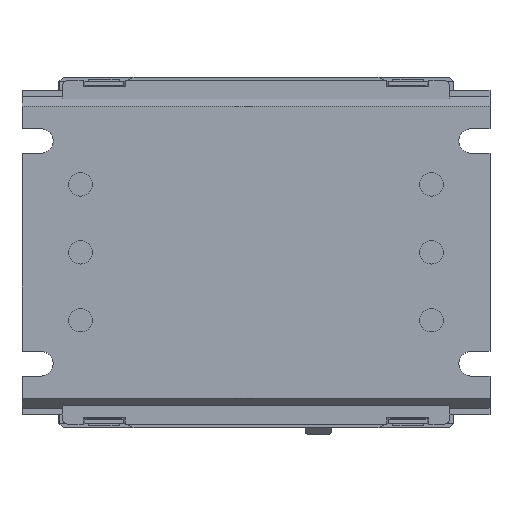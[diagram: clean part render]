
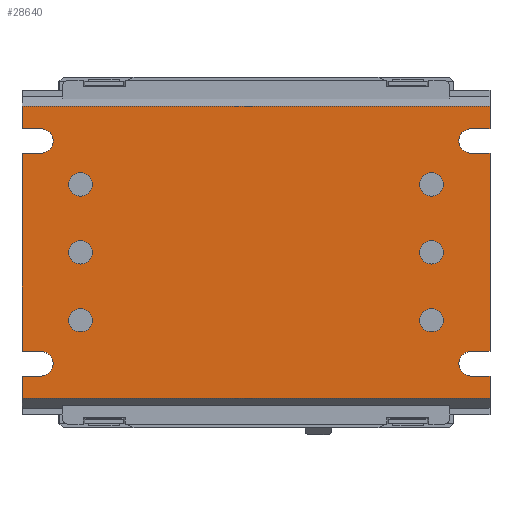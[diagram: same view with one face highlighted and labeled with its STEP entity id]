
A CAD part, top view. The second image highlights one B-rep face of the part: STEP entity #28640.
In plain terms, the highlighted planar face has unit normal (0, 0, 1).
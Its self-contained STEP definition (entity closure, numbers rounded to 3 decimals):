
#840=FACE_BOUND('',#4410,.T.);
#841=FACE_BOUND('',#4411,.T.);
#842=FACE_BOUND('',#4412,.T.);
#843=FACE_BOUND('',#4413,.T.);
#844=FACE_BOUND('',#4414,.T.);
#845=FACE_BOUND('',#4415,.T.);
#1690=CIRCLE('',#30807,2.5);
#1691=CIRCLE('',#30809,2.5);
#1692=CIRCLE('',#30811,2.65);
#1693=CIRCLE('',#30815,2.5);
#1694=CIRCLE('',#30818,2.65);
#1695=CIRCLE('',#30823,2.5);
#1696=CIRCLE('',#30825,2.5);
#1697=CIRCLE('',#30828,2.65);
#1698=CIRCLE('',#30831,2.5);
#1699=CIRCLE('',#30835,2.65);
#2947=FACE_OUTER_BOUND('',#4409,.T.);
#4409=EDGE_LOOP('',(#23572,#23573,#23574,#23575,#23576,#23577,#23578,#23579,
#23580,#23581,#23582,#23583,#23584,#23585,#23586,#23587,#23588,#23589,#23590,
#23591));
#4410=EDGE_LOOP('',(#23592));
#4411=EDGE_LOOP('',(#23593));
#4412=EDGE_LOOP('',(#23594));
#4413=EDGE_LOOP('',(#23595));
#4414=EDGE_LOOP('',(#23596));
#4415=EDGE_LOOP('',(#23597));
#6938=LINE('',#45682,#9785);
#6974=LINE('',#45768,#9821);
#6976=LINE('',#45772,#9823);
#6979=LINE('',#45781,#9826);
#6983=LINE('',#45790,#9830);
#6985=LINE('',#45793,#9832);
#6987=LINE('',#45797,#9834);
#6990=LINE('',#45809,#9837);
#6994=LINE('',#45818,#9841);
#6997=LINE('',#45827,#9844);
#7000=LINE('',#45833,#9847);
#7003=LINE('',#45840,#9850);
#7007=LINE('',#45846,#9854);
#7008=LINE('',#45848,#9855);
#7010=LINE('',#45853,#9857);
#7011=LINE('',#45855,#9858);
#9785=VECTOR('',#36811,10.);
#9821=VECTOR('',#36885,10.);
#9823=VECTOR('',#36889,10.);
#9826=VECTOR('',#36898,10.);
#9830=VECTOR('',#36908,10.);
#9832=VECTOR('',#36912,10.);
#9834=VECTOR('',#36916,10.);
#9837=VECTOR('',#36929,10.);
#9841=VECTOR('',#36939,10.);
#9844=VECTOR('',#36948,10.);
#9847=VECTOR('',#36953,10.);
#9850=VECTOR('',#36962,10.);
#9854=VECTOR('',#36968,10.);
#9855=VECTOR('',#36971,10.);
#9857=VECTOR('',#36979,10.);
#9858=VECTOR('',#36982,10.);
#12504=VERTEX_POINT('',#45679);
#12505=VERTEX_POINT('',#45681);
#12532=VERTEX_POINT('',#45753);
#12533=VERTEX_POINT('',#45757);
#12534=VERTEX_POINT('',#45761);
#12535=VERTEX_POINT('',#45762);
#12536=VERTEX_POINT('',#45767);
#12537=VERTEX_POINT('',#45771);
#12538=VERTEX_POINT('',#45775);
#12539=VERTEX_POINT('',#45779);
#12540=VERTEX_POINT('',#45780);
#12541=VERTEX_POINT('',#45785);
#12542=VERTEX_POINT('',#45789);
#12543=VERTEX_POINT('',#45795);
#12544=VERTEX_POINT('',#45799);
#12545=VERTEX_POINT('',#45803);
#12546=VERTEX_POINT('',#45807);
#12547=VERTEX_POINT('',#45808);
#12548=VERTEX_POINT('',#45813);
#12549=VERTEX_POINT('',#45817);
#12550=VERTEX_POINT('',#45821);
#12551=VERTEX_POINT('',#45825);
#12552=VERTEX_POINT('',#45826);
#12553=VERTEX_POINT('',#45831);
#12554=VERTEX_POINT('',#45832);
#12555=VERTEX_POINT('',#45839);
#16250=EDGE_CURVE('',#12505,#12504,#6938,.T.);
#16287=EDGE_CURVE('',#12532,#12532,#1690,.T.);
#16289=EDGE_CURVE('',#12533,#12533,#1691,.T.);
#16290=EDGE_CURVE('',#12534,#12535,#1692,.T.);
#16293=EDGE_CURVE('',#12535,#12536,#6974,.T.);
#16295=EDGE_CURVE('',#12537,#12534,#6976,.T.);
#16298=EDGE_CURVE('',#12538,#12538,#1693,.T.);
#16299=EDGE_CURVE('',#12539,#12540,#6979,.T.);
#16302=EDGE_CURVE('',#12540,#12541,#1694,.T.);
#16304=EDGE_CURVE('',#12541,#12542,#6983,.T.);
#16306=EDGE_CURVE('',#12504,#12537,#6985,.T.);
#16308=EDGE_CURVE('',#12542,#12543,#6987,.T.);
#16310=EDGE_CURVE('',#12544,#12544,#1695,.T.);
#16312=EDGE_CURVE('',#12545,#12545,#1696,.T.);
#16313=EDGE_CURVE('',#12546,#12547,#6990,.T.);
#16316=EDGE_CURVE('',#12547,#12548,#1697,.T.);
#16318=EDGE_CURVE('',#12548,#12549,#6994,.T.);
#16321=EDGE_CURVE('',#12550,#12550,#1698,.T.);
#16322=EDGE_CURVE('',#12551,#12552,#6997,.T.);
#16325=EDGE_CURVE('',#12553,#12554,#7000,.T.);
#16328=EDGE_CURVE('',#12554,#12551,#1699,.T.);
#16329=EDGE_CURVE('',#12555,#12546,#7003,.T.);
#16333=EDGE_CURVE('',#12552,#12505,#7007,.T.);
#16334=EDGE_CURVE('',#12536,#12539,#7008,.T.);
#16336=EDGE_CURVE('',#12543,#12555,#7010,.T.);
#16337=EDGE_CURVE('',#12549,#12553,#7011,.T.);
#23572=ORIENTED_EDGE('',*,*,#16293,.T.);
#23573=ORIENTED_EDGE('',*,*,#16334,.T.);
#23574=ORIENTED_EDGE('',*,*,#16299,.T.);
#23575=ORIENTED_EDGE('',*,*,#16302,.T.);
#23576=ORIENTED_EDGE('',*,*,#16304,.T.);
#23577=ORIENTED_EDGE('',*,*,#16308,.T.);
#23578=ORIENTED_EDGE('',*,*,#16336,.T.);
#23579=ORIENTED_EDGE('',*,*,#16329,.T.);
#23580=ORIENTED_EDGE('',*,*,#16313,.T.);
#23581=ORIENTED_EDGE('',*,*,#16316,.T.);
#23582=ORIENTED_EDGE('',*,*,#16318,.T.);
#23583=ORIENTED_EDGE('',*,*,#16337,.T.);
#23584=ORIENTED_EDGE('',*,*,#16325,.T.);
#23585=ORIENTED_EDGE('',*,*,#16328,.T.);
#23586=ORIENTED_EDGE('',*,*,#16322,.T.);
#23587=ORIENTED_EDGE('',*,*,#16333,.T.);
#23588=ORIENTED_EDGE('',*,*,#16250,.T.);
#23589=ORIENTED_EDGE('',*,*,#16306,.T.);
#23590=ORIENTED_EDGE('',*,*,#16295,.T.);
#23591=ORIENTED_EDGE('',*,*,#16290,.T.);
#23592=ORIENTED_EDGE('',*,*,#16287,.T.);
#23593=ORIENTED_EDGE('',*,*,#16289,.T.);
#23594=ORIENTED_EDGE('',*,*,#16298,.T.);
#23595=ORIENTED_EDGE('',*,*,#16310,.T.);
#23596=ORIENTED_EDGE('',*,*,#16312,.T.);
#23597=ORIENTED_EDGE('',*,*,#16321,.T.);
#26293=PLANE('',#30842);
#28640=ADVANCED_FACE('',(#2947,#840,#841,#842,#843,#844,#845),#26293,.T.);
#30807=AXIS2_PLACEMENT_3D('',#45755,#36870,#36871);
#30809=AXIS2_PLACEMENT_3D('',#45759,#36875,#36876);
#30811=AXIS2_PLACEMENT_3D('',#45763,#36879,#36880);
#30815=AXIS2_PLACEMENT_3D('',#45777,#36894,#36895);
#30818=AXIS2_PLACEMENT_3D('',#45786,#36903,#36904);
#30823=AXIS2_PLACEMENT_3D('',#45801,#36920,#36921);
#30825=AXIS2_PLACEMENT_3D('',#45805,#36925,#36926);
#30828=AXIS2_PLACEMENT_3D('',#45814,#36934,#36935);
#30831=AXIS2_PLACEMENT_3D('',#45823,#36944,#36945);
#30835=AXIS2_PLACEMENT_3D('',#45837,#36958,#36959);
#30842=AXIS2_PLACEMENT_3D('',#45854,#36980,#36981);
#36811=DIRECTION('',(1.,0.,0.));
#36870=DIRECTION('center_axis',(0.,0.,
-1.));
#36871=DIRECTION('ref_axis',(0.,-1.,0.));
#36875=DIRECTION('center_axis',(0.,0.,
-1.));
#36876=DIRECTION('ref_axis',(0.,-1.,0.));
#36879=DIRECTION('center_axis',(0.,0.,
-1.));
#36880=DIRECTION('ref_axis',(0.,-1.,0.));
#36885=DIRECTION('',(1.,0.,0.));
#36889=DIRECTION('',(-1.,0.,0.));
#36894=DIRECTION('center_axis',(0.,0.,
-1.));
#36895=DIRECTION('ref_axis',(0.,-1.,0.));
#36898=DIRECTION('',(-1.,0.,0.));
#36903=DIRECTION('center_axis',(0.,0.,
-1.));
#36904=DIRECTION('ref_axis',(0.,1.,0.));
#36908=DIRECTION('',(1.,0.,0.));
#36912=DIRECTION('',(0.,1.,0.));
#36916=DIRECTION('',(0.,1.,0.));
#36920=DIRECTION('center_axis',(0.,0.,
-1.));
#36921=DIRECTION('ref_axis',(0.,-1.,0.));
#36925=DIRECTION('center_axis',(0.,0.,
-1.));
#36926=DIRECTION('ref_axis',(0.,-1.,0.));
#36929=DIRECTION('',(1.,0.,0.));
#36934=DIRECTION('center_axis',(0.,0.,
-1.));
#36935=DIRECTION('ref_axis',(0.,1.,0.));
#36939=DIRECTION('',(-1.,0.,0.));
#36944=DIRECTION('center_axis',(0.,0.,
-1.));
#36945=DIRECTION('ref_axis',(0.,-1.,0.));
#36948=DIRECTION('',(-1.,0.,0.));
#36953=DIRECTION('',(1.,0.,0.));
#36958=DIRECTION('center_axis',(0.,0.,
-1.));
#36959=DIRECTION('ref_axis',(0.,-1.,0.));
#36962=DIRECTION('',(0.,-1.,0.));
#36968=DIRECTION('',(0.,-1.,0.));
#36971=DIRECTION('',(0.,1.,0.));
#36979=DIRECTION('',(-1.,0.,0.));
#36980=DIRECTION('center_axis',(0.,0.,
1.));
#36981=DIRECTION('ref_axis',(1.,0.,0.));
#36982=DIRECTION('',(0.,-1.,0.));
#45679=CARTESIAN_POINT('',(50.,-31.227,7.8));
#45681=CARTESIAN_POINT('',(-50.,-31.227,7.8));
#45682=CARTESIAN_POINT('',(0.,-31.227,7.8));
#45753=CARTESIAN_POINT('',(37.5,-12.,7.8));
#45755=CARTESIAN_POINT('Origin',(37.5,-14.5,7.8));
#45757=CARTESIAN_POINT('',(37.5,2.5,7.8));
#45759=CARTESIAN_POINT('Origin',(37.5,0.,7.8));
#45761=CARTESIAN_POINT('',(46.,-26.45,7.8));
#45762=CARTESIAN_POINT('',(46.,-21.15,7.8));
#45763=CARTESIAN_POINT('Origin',(46.,-23.8,7.8));
#45767=CARTESIAN_POINT('',(50.,-21.15,7.8));
#45768=CARTESIAN_POINT('',(25.,-21.15,7.8));
#45771=CARTESIAN_POINT('',(50.,-26.45,7.8));
#45772=CARTESIAN_POINT('',(23.,-26.45,7.8));
#45775=CARTESIAN_POINT('',(37.5,17.,7.8));
#45777=CARTESIAN_POINT('Origin',(37.5,14.5,7.8));
#45779=CARTESIAN_POINT('',(50.,21.15,7.8));
#45780=CARTESIAN_POINT('',(46.,21.15,7.8));
#45781=CARTESIAN_POINT('',(23.,21.15,7.8));
#45785=CARTESIAN_POINT('',(46.,26.45,7.8));
#45786=CARTESIAN_POINT('Origin',(46.,23.8,7.8));
#45789=CARTESIAN_POINT('',(50.,26.45,7.8));
#45790=CARTESIAN_POINT('',(25.,26.45,7.8));
#45793=CARTESIAN_POINT('',(50.,-31.227,7.8));
#45795=CARTESIAN_POINT('',(50.,31.227,7.8));
#45797=CARTESIAN_POINT('',(50.,-31.227,7.8));
#45799=CARTESIAN_POINT('',(-37.5,-12.,7.8));
#45801=CARTESIAN_POINT('Origin',(-37.5,-14.5,7.8));
#45803=CARTESIAN_POINT('',(-37.5,17.,7.8));
#45805=CARTESIAN_POINT('Origin',(-37.5,14.5,7.8));
#45807=CARTESIAN_POINT('',(-50.,26.45,7.8));
#45808=CARTESIAN_POINT('',(-46.,26.45,7.8));
#45809=CARTESIAN_POINT('',(-25.,26.45,7.8));
#45813=CARTESIAN_POINT('',(-46.,21.15,7.8));
#45814=CARTESIAN_POINT('Origin',(-46.,23.8,7.8));
#45817=CARTESIAN_POINT('',(-50.,21.15,7.8));
#45818=CARTESIAN_POINT('',(-23.,21.15,7.8));
#45821=CARTESIAN_POINT('',(-37.5,2.5,7.8));
#45823=CARTESIAN_POINT('Origin',(-37.5,0.,7.8));
#45825=CARTESIAN_POINT('',(-46.,-26.45,7.8));
#45826=CARTESIAN_POINT('',(-50.,-26.45,7.8));
#45827=CARTESIAN_POINT('',(-23.,-26.45,7.8));
#45831=CARTESIAN_POINT('',(-50.,-21.15,7.8));
#45832=CARTESIAN_POINT('',(-46.,-21.15,7.8));
#45833=CARTESIAN_POINT('',(-25.,-21.15,7.8));
#45837=CARTESIAN_POINT('Origin',(-46.,-23.8,7.8));
#45839=CARTESIAN_POINT('',(-50.,31.227,7.8));
#45840=CARTESIAN_POINT('',(-50.,-31.227,7.8));
#45846=CARTESIAN_POINT('',(-50.,-31.227,7.8));
#45848=CARTESIAN_POINT('',(50.,-31.227,7.8));
#45853=CARTESIAN_POINT('',(0.,31.227,7.8));
#45854=CARTESIAN_POINT('Origin',(0.,31.227,
7.8));
#45855=CARTESIAN_POINT('',(-50.,-31.227,7.8));
